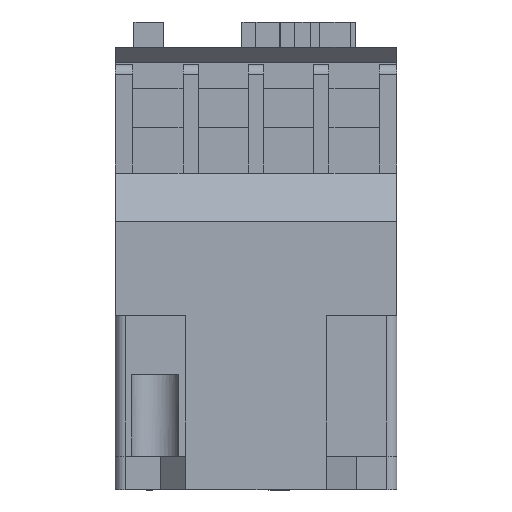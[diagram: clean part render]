
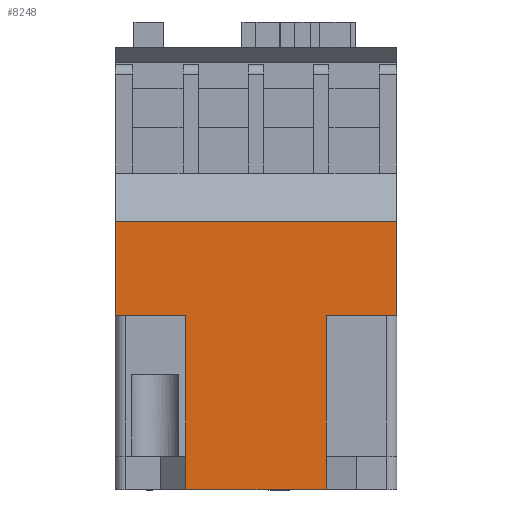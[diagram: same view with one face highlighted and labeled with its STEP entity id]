
A CAD part, left-side view. The second image highlights one B-rep face of the part: STEP entity #8248.
In plain terms, the highlighted planar face has unit normal (-1, 0, 0).
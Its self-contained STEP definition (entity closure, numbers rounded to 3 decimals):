
#164 = VECTOR ( 'NONE', #3321, 1000. ) ;
#283 = CARTESIAN_POINT ( 'NONE',  ( -42., -14., 0. ) ) ;
#385 = CARTESIAN_POINT ( 'NONE',  ( -42., -14., 34.712 ) ) ;
#575 = CARTESIAN_POINT ( 'NONE',  ( -42., -28., 53.443 ) ) ;
#659 = DIRECTION ( 'NONE',  ( 0., 1., 0. ) ) ;
#729 = DIRECTION ( 'NONE',  ( 0., 1., 0. ) ) ;
#819 = DIRECTION ( 'NONE',  ( 0., 0., -1. ) ) ;
#857 = ORIENTED_EDGE ( 'NONE', *, *, #10275, .T. ) ;
#906 = CARTESIAN_POINT ( 'NONE',  ( -42., -28., 0. ) ) ;
#1079 = LINE ( 'NONE', #8542, #7746 ) ;
#1330 = VERTEX_POINT ( 'NONE', #283 ) ;
#1759 = VECTOR ( 'NONE', #8185, 1000. ) ;
#1852 = DIRECTION ( 'NONE',  ( 0., -1., 0. ) ) ;
#2099 = ORIENTED_EDGE ( 'NONE', *, *, #8148, .T. ) ;
#2146 = CARTESIAN_POINT ( 'NONE',  ( -42., 14., 6.712 ) ) ;
#2347 = VECTOR ( 'NONE', #2644, 1000. ) ;
#2405 = LINE ( 'NONE', #8064, #4147 ) ;
#2644 = DIRECTION ( 'NONE',  ( 0., 0., 1. ) ) ;
#2758 = LINE ( 'NONE', #9457, #2347 ) ;
#2775 = DIRECTION ( 'NONE',  ( 0., 0., -1. ) ) ;
#2846 = EDGE_CURVE ( 'NONE', #3588, #8095, #3645, .T. ) ;
#2983 = VECTOR ( 'NONE', #659, 1000. ) ;
#3037 = CARTESIAN_POINT ( 'NONE',  ( -42., -28., 34.712 ) ) ;
#3049 = LINE ( 'NONE', #4231, #164 ) ;
#3069 = VECTOR ( 'NONE', #9730, 1000. ) ;
#3233 = CARTESIAN_POINT ( 'NONE',  ( -42., 28., 34.712 ) ) ;
#3292 = CARTESIAN_POINT ( 'NONE',  ( -42., 14., 34.712 ) ) ;
#3321 = DIRECTION ( 'NONE',  ( 0., 0., -1. ) ) ;
#3381 = LINE ( 'NONE', #3233, #2983 ) ;
#3521 = VECTOR ( 'NONE', #1852, 1000. ) ;
#3588 = VERTEX_POINT ( 'NONE', #4629 ) ;
#3645 = LINE ( 'NONE', #385, #10758 ) ;
#4147 = VECTOR ( 'NONE', #5695, 1000. ) ;
#4198 = VERTEX_POINT ( 'NONE', #6374 ) ;
#4231 = CARTESIAN_POINT ( 'NONE',  ( -42., -28., 93. ) ) ;
#4334 = LINE ( 'NONE', #906, #3521 ) ;
#4356 = EDGE_CURVE ( 'NONE', #10563, #10630, #6936, .T. ) ;
#4392 = ORIENTED_EDGE ( 'NONE', *, *, #2846, .F. ) ;
#4485 = VERTEX_POINT ( 'NONE', #5309 ) ;
#4595 = CARTESIAN_POINT ( 'NONE',  ( -42., -14., 22.5 ) ) ;
#4629 = CARTESIAN_POINT ( 'NONE',  ( -42., -14., 34.712 ) ) ;
#4650 = DIRECTION ( 'NONE',  ( 0., 0., -1. ) ) ;
#5032 = EDGE_CURVE ( 'NONE', #10563, #4198, #3049, .T. ) ;
#5309 = CARTESIAN_POINT ( 'NONE',  ( -42., 14., 0. ) ) ;
#5345 = LINE ( 'NONE', #4595, #3069 ) ;
#5611 = CARTESIAN_POINT ( 'NONE',  ( -42., 28., 53.443 ) ) ;
#5695 = DIRECTION ( 'NONE',  ( 0., 0., -1. ) ) ;
#5863 = ORIENTED_EDGE ( 'NONE', *, *, #10632, .F. ) ;
#6037 = ORIENTED_EDGE ( 'NONE', *, *, #7271, .F. ) ;
#6214 = ORIENTED_EDGE ( 'NONE', *, *, #4356, .T. ) ;
#6279 = LINE ( 'NONE', #3037, #1759 ) ;
#6358 = ORIENTED_EDGE ( 'NONE', *, *, #5032, .F. ) ;
#6374 = CARTESIAN_POINT ( 'NONE',  ( -42., -28., 34.712 ) ) ;
#6412 = CARTESIAN_POINT ( 'NONE',  ( -42., 28., 34.712 ) ) ;
#6904 = EDGE_LOOP ( 'NONE', ( #6358, #6214, #857, #9268, #9666, #8173, #2099, #6037, #4392, #5863 ) ) ;
#6936 = LINE ( 'NONE', #7489, #10595 ) ;
#7071 = CARTESIAN_POINT ( 'NONE',  ( -42., -14., 6.712 ) ) ;
#7271 = EDGE_CURVE ( 'NONE', #8095, #1330, #5345, .T. ) ;
#7282 = VERTEX_POINT ( 'NONE', #2146 ) ;
#7489 = CARTESIAN_POINT ( 'NONE',  ( -42., -28., 53.443 ) ) ;
#7746 = VECTOR ( 'NONE', #819, 1000. ) ;
#8064 = CARTESIAN_POINT ( 'NONE',  ( -42., 28., 93. ) ) ;
#8095 = VERTEX_POINT ( 'NONE', #7071 ) ;
#8148 = EDGE_CURVE ( 'NONE', #4485, #1330, #4334, .T. ) ;
#8173 = ORIENTED_EDGE ( 'NONE', *, *, #10780, .T. ) ;
#8185 = DIRECTION ( 'NONE',  ( 0., 1., 0. ) ) ;
#8248 = ADVANCED_FACE ( 'NONE', ( #10258 ), #8824, .F. ) ;
#8324 = VERTEX_POINT ( 'NONE', #6412 ) ;
#8414 = EDGE_CURVE ( 'NONE', #10822, #8324, #3381, .T. ) ;
#8542 = CARTESIAN_POINT ( 'NONE',  ( -42., 14., 22.5 ) ) ;
#8676 = CARTESIAN_POINT ( 'NONE',  ( -42., -28., 93. ) ) ;
#8791 = DIRECTION ( 'NONE',  ( 1., 0., 0. ) ) ;
#8824 = PLANE ( 'NONE',  #10029 ) ;
#9268 = ORIENTED_EDGE ( 'NONE', *, *, #8414, .F. ) ;
#9457 = CARTESIAN_POINT ( 'NONE',  ( -42., 14., 34.712 ) ) ;
#9666 = ORIENTED_EDGE ( 'NONE', *, *, #9875, .F. ) ;
#9730 = DIRECTION ( 'NONE',  ( 0., 0., -1. ) ) ;
#9875 = EDGE_CURVE ( 'NONE', #7282, #10822, #2758, .T. ) ;
#10029 = AXIS2_PLACEMENT_3D ( 'NONE', #8676, #8791, #2775 ) ;
#10258 = FACE_OUTER_BOUND ( 'NONE', #6904, .T. ) ;
#10275 = EDGE_CURVE ( 'NONE', #10630, #8324, #2405, .T. ) ;
#10563 = VERTEX_POINT ( 'NONE', #575 ) ;
#10595 = VECTOR ( 'NONE', #729, 1000. ) ;
#10630 = VERTEX_POINT ( 'NONE', #5611 ) ;
#10632 = EDGE_CURVE ( 'NONE', #4198, #3588, #6279, .T. ) ;
#10758 = VECTOR ( 'NONE', #4650, 1000. ) ;
#10780 = EDGE_CURVE ( 'NONE', #7282, #4485, #1079, .T. ) ;
#10822 = VERTEX_POINT ( 'NONE', #3292 ) ;
